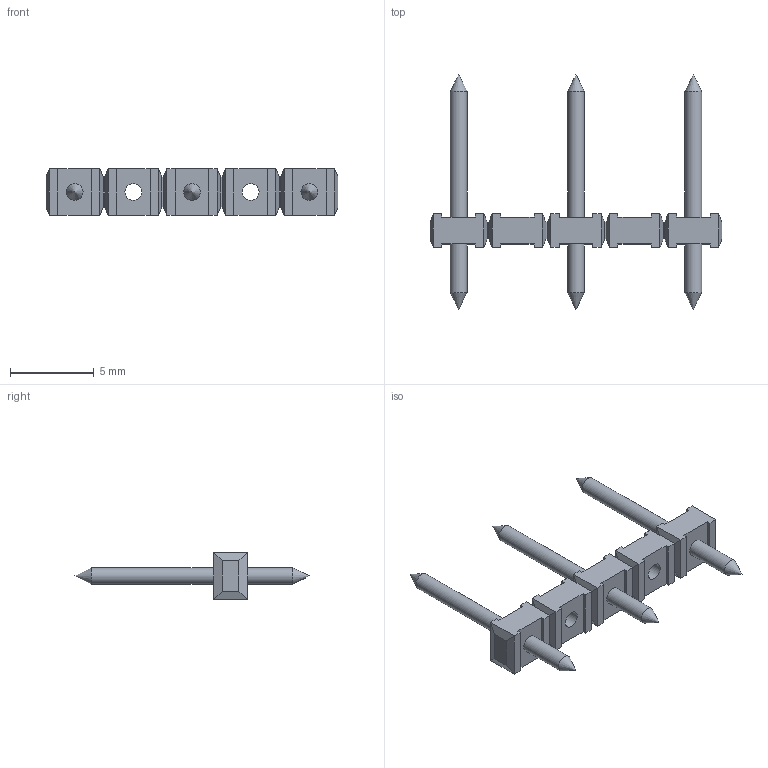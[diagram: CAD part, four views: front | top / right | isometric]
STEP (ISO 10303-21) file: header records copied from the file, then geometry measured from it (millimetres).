
FILE_DESCRIPTION(('STEP AP214'),'1');
FILE_NAME('PVS03-7.stp','2018-11-20T16:58:32',(' '),(' '),'Spatial InterOp 3D',' ',' ');
FILE_SCHEMA(('AUTOMOTIVE_DESIGN { 1 0 10303 214 1 1 1 1 }'));
Length unit declared in the file: metre
Products named in the file (1): 1
Bounding box: 17.4 x 14 x 2.8 mm (x, y, z)
Volume: 104.1 mm3; surface area: 304.7 mm2
Topology: 1 solids, 1 shells, 132 faces, 320 edges, 190 vertices
Faces by surface type: plane 118, cylinder 8, cone 6
Full cylindrical faces by diameter (mm): 1 x8
Entity records: 4609 total; most frequent: CARTESIAN_POINT 607, ORIENTED_EDGE 584, DIRECTION 574, EDGE_CURVE 292, LINE 276, VECTOR 276, VERTEX_POINT 182, EDGE_LOOP 150
